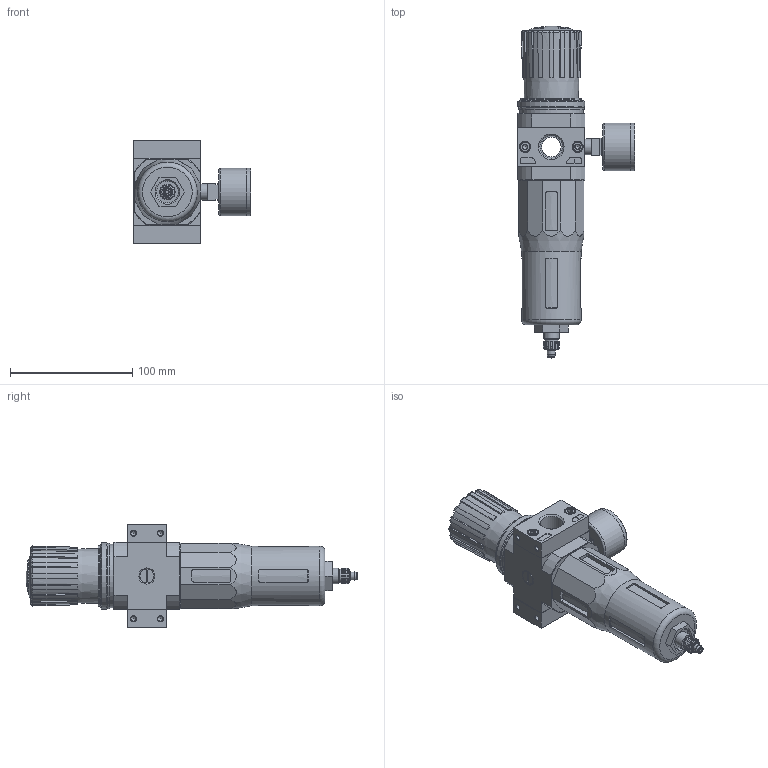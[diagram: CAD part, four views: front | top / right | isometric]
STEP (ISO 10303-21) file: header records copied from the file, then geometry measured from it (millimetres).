
FILE_DESCRIPTION(/* description */ ('STEP AP214'),/* implementation_level */ '2;1');
FILE_NAME(/* name */ '162722_LFR-1_2-D-5M-MIDI',/* time_stamp */ '2024-09-03T17:25:07+02:00',/* author */ ('License CC BY-ND 4.0'),/* organization */ ('CADENAS'),/* preprocessor_version */ 'ST-DEVELOPER v19.3',/* originating_system */ 'PARTsolutions',/* authorisation */ ' ');
FILE_SCHEMA (('AUTOMOTIVE_DESIGN {1 0 10303 214 3 1 1}'));
Length unit declared in the file: millimetre
Products named in the file (9): 162722 LFR-1/2-D-5M-MIDI---(0); 127310 LFR-D-5M-MIDI--(0); 8003639 PAGN-40-16-G14; 380303 PBL-1/2-D-MIDI-R---(0) p1; DIN-912 - M5x18(F); 380301 PBL-1/2-D-MIDI-L---(1) p1; 398012 LRVS-D-MINI; 373846 LR-MIDI; 648415 LF
Assembly tree (11 placements, depth 2):
  162722 LFR-1/2-D-5M-MIDI---(0)
    127310 LFR-D-5M-MIDI--(0)
    8003639 PAGN-40-16-G14
    380303 PBL-1/2-D-MIDI-R---(0) p1
    DIN-912 - M5x18(F)  x4
    380301 PBL-1/2-D-MIDI-L---(1) p1
    398012 LRVS-D-MINI
    373846 LR-MIDI
    648415 LF
Bounding box: 96.35 x 271.81 x 85 mm (x, y, z)
Volume: 585411.1 mm3; surface area: 83117.4 mm2
Topology: 11 solids, 12 shells, 644 faces, 1569 edges, 998 vertices
Faces by surface type: plane 345, cylinder 131, cone 116, torus 47, sphere 5
Full cylindrical faces by diameter (mm): 3 x1, 4.134 x8, 5 x4, 5.6 x1, 6.3 x1, 6.4 x1, 6.8 x1, 7.1 x1, 8.5 x4, 8.7 x1, 9 x1, 9.6 x1, 11 x1, 11.2 x2, 11.445 x2, 12.6 x1, 13.157 x2, 16 x1, 18 x1, 18.631 x2, 24.9 x1, 26.4 x1, 29.7 x1, 30.8 x1, 38.7 x1, 39 x2, 48.7 x1, 50.16 x1, 50.376 x1, 52 x1
Entity records: 19049 total; most frequent: CARTESIAN_POINT 3762, DIRECTION 2653, ORIENTED_EDGE 2574, EDGE_CURVE 1287, AXIS2_PLACEMENT_3D 1054, VERTEX_POINT 899, FACE_BOUND 738, EDGE_LOOP 733
